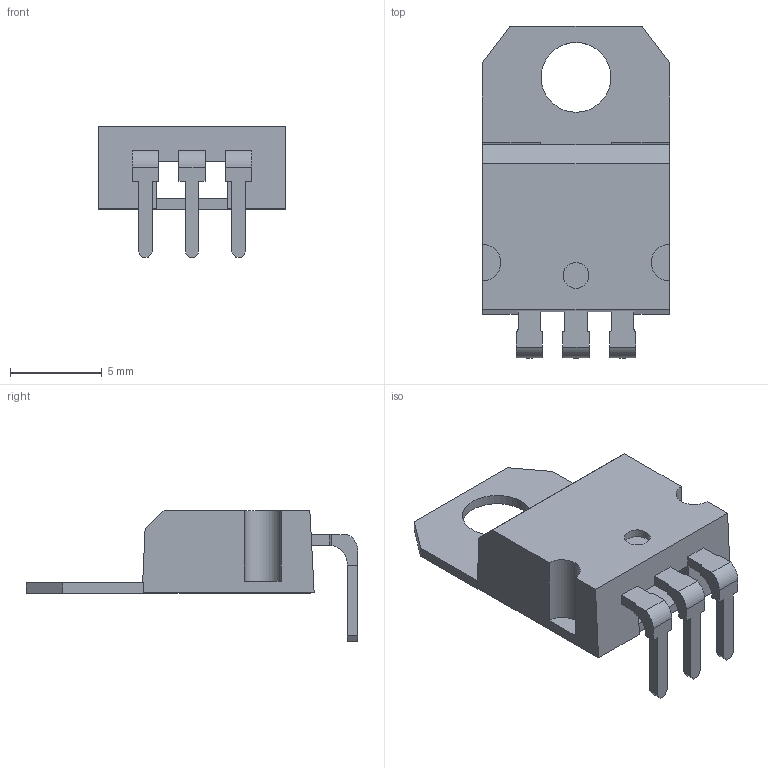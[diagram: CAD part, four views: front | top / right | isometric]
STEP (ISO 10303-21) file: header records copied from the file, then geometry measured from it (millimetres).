
FILE_DESCRIPTION(/* description */ (''),/* implementation_level */ '2;1');
FILE_NAME(/* name */ '7805.step',/* time_stamp */ '2024-10-22T19:11:27+02:00',/* author */ (''),/* organization */ (''),/* preprocessor_version */ 'ST-DEVELOPER v20',/* originating_system */ 'Autodesk Translation Framework v13.20.0.188',/* authorisation */ '');
FILE_SCHEMA (('AUTOMOTIVE_DESIGN { 1 0 10303 214 3 1 1 }'));
Length unit declared in the file: millimetre
Products named in the file (1): l7805cv
Bounding box: 10.2 x 18.09 x 7.14 mm (x, y, z)
Volume: 369.9 mm3; surface area: 642.2 mm2
Topology: 1 solids, 1 shells, 86 faces, 249 edges, 164 vertices
Faces by surface type: plane 68, cylinder 18
Full cylindrical faces by diameter (mm): 1.4 x1, 3.8 x1
Entity records: 2980 total; most frequent: CARTESIAN_POINT 554, ORIENTED_EDGE 498, DIRECTION 455, EDGE_CURVE 249, LINE 205, VECTOR 205, VERTEX_POINT 164, AXIS2_PLACEMENT_3D 125
